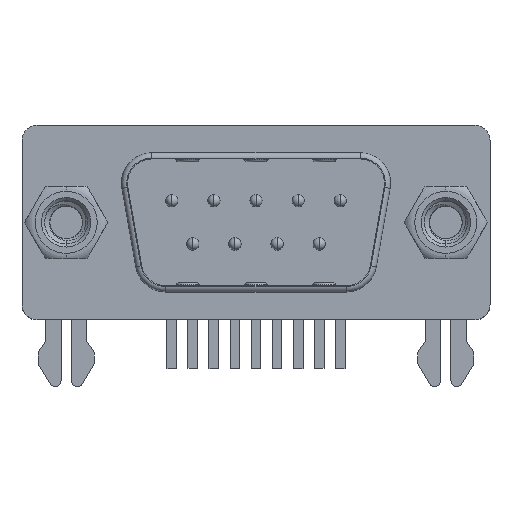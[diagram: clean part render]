
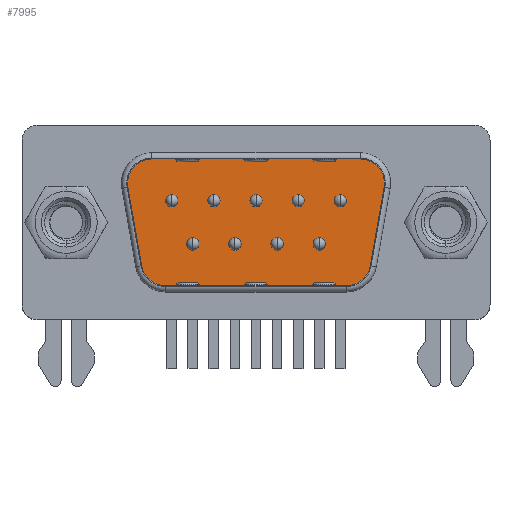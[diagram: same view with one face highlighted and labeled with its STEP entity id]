
A CAD part, top view. The second image highlights one B-rep face of the part: STEP entity #7995.
In plain terms, the highlighted face is planar.
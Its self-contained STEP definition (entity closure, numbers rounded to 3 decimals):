
#45 = CARTESIAN_POINT ( 'NONE',  ( -7.526, 3.2, 3.542 ) ) ;
#441 = VERTEX_POINT ( 'NONE', #3121 ) ;
#773 = EDGE_CURVE ( 'NONE', #4878, #13009, #6173, .T. ) ;
#856 = EDGE_CURVE ( 'NONE', #6753, #2876, #5918, .T. ) ;
#907 = PLANE ( 'NONE',  #15873 ) ;
#983 = ORIENTED_EDGE ( 'NONE', *, *, #17184, .F. ) ;
#1026 = CARTESIAN_POINT ( 'NONE',  ( 0., 3.2, 0. ) ) ;
#1891 = AXIS2_PLACEMENT_3D ( 'NONE', #3526, #20863, #7459 ) ;
#2111 = ORIENTED_EDGE ( 'NONE', *, *, #10180, .F. ) ;
#2645 = CARTESIAN_POINT ( 'NONE',  ( -5.95, 3.2, 2.22 ) ) ;
#2876 = VERTEX_POINT ( 'NONE', #16594 ) ;
#3121 = CARTESIAN_POINT ( 'NONE',  ( 8.436, 3.2, 8.702 ) ) ;
#3526 = CARTESIAN_POINT ( 'NONE',  ( -5.95, 3.2, 3.82 ) ) ;
#3749 = DIRECTION ( 'NONE',  ( 0.174, 0., 0.985 ) ) ;
#4104 = VECTOR ( 'NONE', #17753, 1000. ) ;
#4373 = CARTESIAN_POINT ( 'NONE',  ( 5.95, 3.2, 3.82 ) ) ;
#4866 = DIRECTION ( 'NONE',  ( 0., 0., 1. ) ) ;
#4878 = VERTEX_POINT ( 'NONE', #18290 ) ;
#5086 = EDGE_CURVE ( 'NONE', #2876, #4878, #13056, .T. ) ;
#5483 = LINE ( 'NONE', #5848, #8339 ) ;
#5675 = DIRECTION ( 'NONE',  ( 0., -1., 0. ) ) ;
#5848 = CARTESIAN_POINT ( 'NONE',  ( 5.95, 3.2, 2.22 ) ) ;
#5918 = LINE ( 'NONE', #19779, #19143 ) ;
#6173 = LINE ( 'NONE', #45, #4104 ) ;
#6294 = DIRECTION ( 'NONE',  ( -1., 0., 0. ) ) ;
#6753 = VERTEX_POINT ( 'NONE', #14030 ) ;
#6760 = CARTESIAN_POINT ( 'NONE',  ( 5.95, 3.2, 2.22 ) ) ;
#7333 = LINE ( 'NONE', #17510, #16114 ) ;
#7459 = DIRECTION ( 'NONE',  ( 0., 0., 1. ) ) ;
#7586 = CIRCLE ( 'NONE', #1891, 1.6 ) ;
#7995 = ADVANCED_FACE ( 'NONE', ( #24113 ), #907, .T. ) ;
#8339 = VECTOR ( 'NONE', #21013, 1000. ) ;
#8677 = DIRECTION ( 'NONE',  ( 0., 1., 0. ) ) ;
#9374 = ORIENTED_EDGE ( 'NONE', *, *, #19343, .F. ) ;
#9524 = CARTESIAN_POINT ( 'NONE',  ( 7.526, 3.2, 3.542 ) ) ;
#9631 = DIRECTION ( 'NONE',  ( 0., -1., 0. ) ) ;
#9873 = ORIENTED_EDGE ( 'NONE', *, *, #773, .F. ) ;
#10180 = EDGE_CURVE ( 'NONE', #22935, #441, #7333, .T. ) ;
#11106 = CIRCLE ( 'NONE', #22944, 1.6 ) ;
#11742 = VERTEX_POINT ( 'NONE', #6760 ) ;
#11855 = DIRECTION ( 'NONE',  ( 0., 0., 1. ) ) ;
#12390 = CIRCLE ( 'NONE', #20127, 1.6 ) ;
#13009 = VERTEX_POINT ( 'NONE', #22036 ) ;
#13056 = CIRCLE ( 'NONE', #22026, 1.6 ) ;
#14030 = CARTESIAN_POINT ( 'NONE',  ( 6.86, 3.2, 10.58 ) ) ;
#15864 = ORIENTED_EDGE ( 'NONE', *, *, #22961, .F. ) ;
#15873 = AXIS2_PLACEMENT_3D ( 'NONE', #1026, #8677, #4866 ) ;
#16090 = DIRECTION ( 'NONE',  ( 0., -1., 0. ) ) ;
#16114 = VECTOR ( 'NONE', #3749, 1000. ) ;
#16594 = CARTESIAN_POINT ( 'NONE',  ( -6.86, 3.2, 10.58 ) ) ;
#17180 = DIRECTION ( 'NONE',  ( 0., 0., 1. ) ) ;
#17184 = EDGE_CURVE ( 'NONE', #441, #6753, #11106, .T. ) ;
#17510 = CARTESIAN_POINT ( 'NONE',  ( 8.436, 3.2, 8.702 ) ) ;
#17753 = DIRECTION ( 'NONE',  ( 0.174, 0., -0.985 ) ) ;
#17800 = VERTEX_POINT ( 'NONE', #2645 ) ;
#18290 = CARTESIAN_POINT ( 'NONE',  ( -8.436, 3.2, 8.702 ) ) ;
#19023 = DIRECTION ( 'NONE',  ( 0., 0., 1. ) ) ;
#19143 = VECTOR ( 'NONE', #6294, 1000. ) ;
#19266 = CARTESIAN_POINT ( 'NONE',  ( -6.86, 3.2, 8.98 ) ) ;
#19343 = EDGE_CURVE ( 'NONE', #11742, #22935, #12390, .T. ) ;
#19604 = ORIENTED_EDGE ( 'NONE', *, *, #5086, .F. ) ;
#19687 = ORIENTED_EDGE ( 'NONE', *, *, #856, .F. ) ;
#19779 = CARTESIAN_POINT ( 'NONE',  ( -6.86, 3.2, 10.58 ) ) ;
#20127 = AXIS2_PLACEMENT_3D ( 'NONE', #4373, #16090, #11855 ) ;
#20863 = DIRECTION ( 'NONE',  ( 0., -1., 0. ) ) ;
#21013 = DIRECTION ( 'NONE',  ( 1., 0., 0. ) ) ;
#22026 = AXIS2_PLACEMENT_3D ( 'NONE', #19266, #5675, #19023 ) ;
#22036 = CARTESIAN_POINT ( 'NONE',  ( -7.526, 3.2, 3.542 ) ) ;
#22630 = EDGE_LOOP ( 'NONE', ( #983, #2111, #9374, #15864, #23980, #9873, #19604, #19687 ) ) ;
#22935 = VERTEX_POINT ( 'NONE', #9524 ) ;
#22944 = AXIS2_PLACEMENT_3D ( 'NONE', #23423, #9631, #17180 ) ;
#22961 = EDGE_CURVE ( 'NONE', #17800, #11742, #5483, .T. ) ;
#23423 = CARTESIAN_POINT ( 'NONE',  ( 6.86, 3.2, 8.98 ) ) ;
#23514 = EDGE_CURVE ( 'NONE', #13009, #17800, #7586, .T. ) ;
#23980 = ORIENTED_EDGE ( 'NONE', *, *, #23514, .F. ) ;
#24113 = FACE_OUTER_BOUND ( 'NONE', #22630, .T. ) ;
